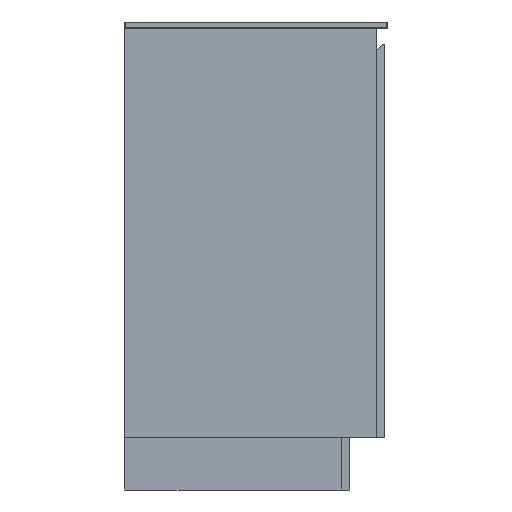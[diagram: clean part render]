
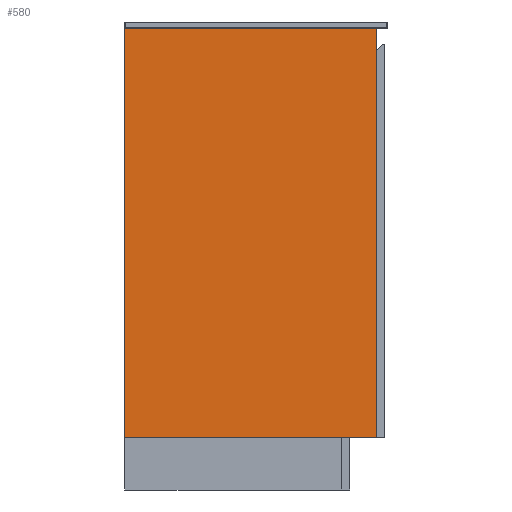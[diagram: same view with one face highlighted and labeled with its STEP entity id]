
A CAD part, left-side view. The second image highlights one B-rep face of the part: STEP entity #580.
In plain terms, the highlighted planar face has unit normal (-1, 0, 0).
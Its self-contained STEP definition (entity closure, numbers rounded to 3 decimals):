
#580=ADVANCED_FACE('',(#723),#2439,.T.);
#723=FACE_OUTER_BOUND('',#866,.T.);
#866=EDGE_LOOP('',(#1263,#1264,#1265,#1266));
#1263=ORIENTED_EDGE('',*,*,#1729,.F.);
#1264=ORIENTED_EDGE('',*,*,#1711,.T.);
#1265=ORIENTED_EDGE('',*,*,#1727,.T.);
#1266=ORIENTED_EDGE('',*,*,#1728,.F.);
#1711=EDGE_CURVE('',#2264,#2266,#2022,.T.);
#1727=EDGE_CURVE('',#2266,#2279,#2038,.T.);
#1728=EDGE_CURVE('',#2280,#2279,#2039,.T.);
#1729=EDGE_CURVE('',#2264,#2280,#2040,.T.);
#2022=B_SPLINE_CURVE_WITH_KNOTS('',1,(#3476,#3477),.UNSPECIFIED.,.F.,.F.,
(2,2),(-780.,0.),.UNSPECIFIED.);
#2038=B_SPLINE_CURVE_WITH_KNOTS('',1,(#3508,#3509),.UNSPECIFIED.,.F.,.F.,
(2,2),(-479.,0.),.UNSPECIFIED.);
#2039=B_SPLINE_CURVE_WITH_KNOTS('',1,(#3510,#3511),.UNSPECIFIED.,.F.,.F.,
(2,2),(-780.,0.),.UNSPECIFIED.);
#2040=B_SPLINE_CURVE_WITH_KNOTS('',1,(#3512,#3513),.UNSPECIFIED.,.F.,.F.,
(2,2),(-479.,0.),.UNSPECIFIED.);
#2264=VERTEX_POINT('',#3451);
#2266=VERTEX_POINT('',#3453);
#2279=VERTEX_POINT('',#3466);
#2280=VERTEX_POINT('',#3467);
#2439=PLANE('',#2712);
#2712=AXIS2_PLACEMENT_3D('',#3443,#2871,$);
#2871=DIRECTION('',(-1.,0.,0.));
#3443=CARTESIAN_POINT('',(-894.,-468.,526.9));
#3451=CARTESIAN_POINT('',(-894.,-390.,479.));
#3453=CARTESIAN_POINT('',(-894.,390.,479.));
#3466=CARTESIAN_POINT('',(-894.,390.,0.));
#3467=CARTESIAN_POINT('',(-894.,-390.,0.));
#3476=CARTESIAN_POINT('',(-894.,-390.,479.));
#3477=CARTESIAN_POINT('',(-894.,390.,479.));
#3508=CARTESIAN_POINT('',(-894.,390.,479.));
#3509=CARTESIAN_POINT('',(-894.,390.,0.));
#3510=CARTESIAN_POINT('',(-894.,-390.,0.));
#3511=CARTESIAN_POINT('',(-894.,390.,0.));
#3512=CARTESIAN_POINT('',(-894.,-390.,479.));
#3513=CARTESIAN_POINT('',(-894.,-390.,0.));
